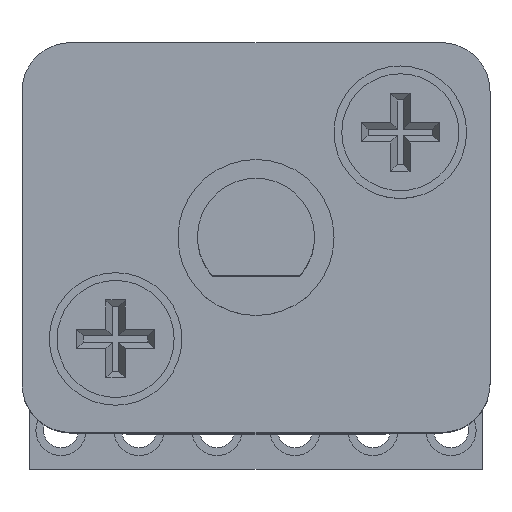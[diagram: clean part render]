
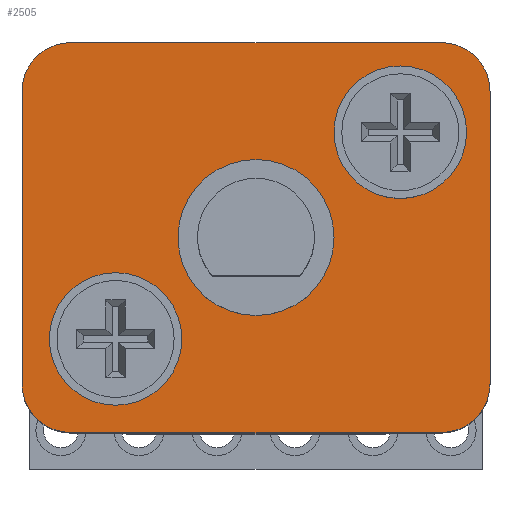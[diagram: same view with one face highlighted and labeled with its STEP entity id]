
A CAD part, top view. The second image highlights one B-rep face of the part: STEP entity #2505.
In plain terms, the highlighted face is planar.
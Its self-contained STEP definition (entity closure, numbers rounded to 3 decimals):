
#15 = CARTESIAN_POINT ( 'NONE',  ( 0., 0., 0. ) ) ;
#30 = CARTESIAN_POINT ( 'NONE',  ( 0., 0., 0. ) ) ;
#94 = EDGE_CURVE ( 'NONE', #2692, #6390, #8009, .T. ) ;
#100 = CIRCLE ( 'NONE', #3413, 2. ) ;
#163 = EDGE_CURVE ( 'NONE', #7280, #1007, #480, .T. ) ;
#179 = EDGE_CURVE ( 'NONE', #684, #4837, #7044, .T. ) ;
#262 = DIRECTION ( 'NONE',  ( -1., 0., 0. ) ) ;
#328 = EDGE_CURVE ( 'NONE', #1790, #749, #8243, .T. ) ;
#480 = LINE ( 'NONE', #3682, #2158 ) ;
#561 = EDGE_LOOP ( 'NONE', ( #1159, #1349 ) ) ;
#654 = CARTESIAN_POINT ( 'NONE',  ( -4.75, 3.75, 0. ) ) ;
#659 = CARTESIAN_POINT ( 'NONE',  ( -5.3, 2.6, 0. ) ) ;
#684 = VERTEX_POINT ( 'NONE', #8049 ) ;
#749 = VERTEX_POINT ( 'NONE', #5417 ) ;
#874 = CARTESIAN_POINT ( 'NONE',  ( 3.7, -2.7, 0. ) ) ;
#982 = DIRECTION ( 'NONE',  ( 0., 0., -1. ) ) ;
#1007 = VERTEX_POINT ( 'NONE', #1031 ) ;
#1031 = CARTESIAN_POINT ( 'NONE',  ( -6., -3.75, 0. ) ) ;
#1035 = EDGE_CURVE ( 'NONE', #5043, #6988, #7132, .T. ) ;
#1085 = DIRECTION ( 'NONE',  ( 0., 1., 0. ) ) ;
#1159 = ORIENTED_EDGE ( 'NONE', *, *, #1035, .F. ) ;
#1181 = DIRECTION ( 'NONE',  ( 0., 0., -1. ) ) ;
#1185 = ORIENTED_EDGE ( 'NONE', *, *, #2222, .F. ) ;
#1191 = DIRECTION ( 'NONE',  ( -1., 0., 0. ) ) ;
#1198 = DIRECTION ( 'NONE',  ( 0., 0., -1. ) ) ;
#1349 = ORIENTED_EDGE ( 'NONE', *, *, #4034, .F. ) ;
#1351 = CARTESIAN_POINT ( 'NONE',  ( 4.75, -5., 0. ) ) ;
#1376 = DIRECTION ( 'NONE',  ( 1., 0., 0. ) ) ;
#1431 = ORIENTED_EDGE ( 'NONE', *, *, #1865, .T. ) ;
#1443 = CARTESIAN_POINT ( 'NONE',  ( 6., 3.75, 0. ) ) ;
#1522 = EDGE_CURVE ( 'NONE', #1790, #4837, #2550, .T. ) ;
#1524 = DIRECTION ( 'NONE',  ( 0., 0., -1. ) ) ;
#1525 = CIRCLE ( 'NONE', #8181, 1.25 ) ;
#1611 = VERTEX_POINT ( 'NONE', #5521 ) ;
#1790 = VERTEX_POINT ( 'NONE', #2766 ) ;
#1800 = AXIS2_PLACEMENT_3D ( 'NONE', #5649, #982, #6903 ) ;
#1855 = PLANE ( 'NONE',  #6530 ) ;
#1865 = EDGE_CURVE ( 'NONE', #684, #3312, #8254, .T. ) ;
#1890 = DIRECTION ( 'NONE',  ( 0., 0., -1. ) ) ;
#1925 = VECTOR ( 'NONE', #262, 1000. ) ;
#1953 = FACE_BOUND ( 'NONE', #6498, .T. ) ;
#1999 = FACE_OUTER_BOUND ( 'NONE', #6433, .T. ) ;
#2085 = ORIENTED_EDGE ( 'NONE', *, *, #328, .F. ) ;
#2158 = VECTOR ( 'NONE', #3065, 1000. ) ;
#2222 = EDGE_CURVE ( 'NONE', #6299, #1611, #2474, .T. ) ;
#2294 = ORIENTED_EDGE ( 'NONE', *, *, #94, .F. ) ;
#2354 = DIRECTION ( 'NONE',  ( 1., 0., 0. ) ) ;
#2474 = CIRCLE ( 'NONE', #4707, 2. ) ;
#2480 = EDGE_CURVE ( 'NONE', #7280, #749, #1525, .T. ) ;
#2505 = ADVANCED_FACE ( 'NONE', ( #1953, #7120, #1999, #7247 ), #1855, .F. ) ;
#2511 = DIRECTION ( 'NONE',  ( -1., 0., 0. ) ) ;
#2550 = CIRCLE ( 'NONE', #7979, 1.25 ) ;
#2692 = VERTEX_POINT ( 'NONE', #7621 ) ;
#2747 = EDGE_CURVE ( 'NONE', #6390, #2692, #7211, .T. ) ;
#2766 = CARTESIAN_POINT ( 'NONE',  ( 4.75, 5., 0. ) ) ;
#2836 = AXIS2_PLACEMENT_3D ( 'NONE', #5620, #6293, #4907 ) ;
#2852 = CARTESIAN_POINT ( 'NONE',  ( -3.6, 2.6, 0. ) ) ;
#3065 = DIRECTION ( 'NONE',  ( 0., -1., 0. ) ) ;
#3072 = ORIENTED_EDGE ( 'NONE', *, *, #7647, .F. ) ;
#3244 = DIRECTION ( 'NONE',  ( 1., 0., 0. ) ) ;
#3274 = CARTESIAN_POINT ( 'NONE',  ( 4.75, 3.75, 0. ) ) ;
#3312 = VERTEX_POINT ( 'NONE', #1351 ) ;
#3332 = ORIENTED_EDGE ( 'NONE', *, *, #2747, .F. ) ;
#3413 = AXIS2_PLACEMENT_3D ( 'NONE', #30, #1198, #3832 ) ;
#3521 = CARTESIAN_POINT ( 'NONE',  ( -1.9, 2.6, 0. ) ) ;
#3682 = CARTESIAN_POINT ( 'NONE',  ( -6., 5., 0. ) ) ;
#3832 = DIRECTION ( 'NONE',  ( -1., 0., 0. ) ) ;
#3901 = VERTEX_POINT ( 'NONE', #6199 ) ;
#4013 = DIRECTION ( 'NONE',  ( 0., 0., -1. ) ) ;
#4034 = EDGE_CURVE ( 'NONE', #6988, #5043, #7106, .T. ) ;
#4074 = DIRECTION ( 'NONE',  ( 1., 0., 0. ) ) ;
#4186 = AXIS2_PLACEMENT_3D ( 'NONE', #6156, #7371, #4678 ) ;
#4325 = CIRCLE ( 'NONE', #4186, 1.25 ) ;
#4347 = ORIENTED_EDGE ( 'NONE', *, *, #4524, .T. ) ;
#4524 = EDGE_CURVE ( 'NONE', #3901, #1007, #4325, .T. ) ;
#4639 = ORIENTED_EDGE ( 'NONE', *, *, #7410, .F. ) ;
#4678 = DIRECTION ( 'NONE',  ( 1., 0., 0. ) ) ;
#4707 = AXIS2_PLACEMENT_3D ( 'NONE', #15, #1181, #2511 ) ;
#4837 = VERTEX_POINT ( 'NONE', #1443 ) ;
#4907 = DIRECTION ( 'NONE',  ( 1., 0., 0. ) ) ;
#5023 = AXIS2_PLACEMENT_3D ( 'NONE', #8400, #1890, #1191 ) ;
#5043 = VERTEX_POINT ( 'NONE', #659 ) ;
#5202 = DIRECTION ( 'NONE',  ( 0., 0., 1. ) ) ;
#5417 = CARTESIAN_POINT ( 'NONE',  ( -4.75, 5., 0. ) ) ;
#5433 = CARTESIAN_POINT ( 'NONE',  ( 5.4, -2.7, 0. ) ) ;
#5462 = VECTOR ( 'NONE', #1085, 1000. ) ;
#5521 = CARTESIAN_POINT ( 'NONE',  ( -2., 0., 0. ) ) ;
#5620 = CARTESIAN_POINT ( 'NONE',  ( 4.75, -3.75, 0. ) ) ;
#5649 = CARTESIAN_POINT ( 'NONE',  ( 3.7, -2.7, 0. ) ) ;
#5686 = LINE ( 'NONE', #8308, #5781 ) ;
#5715 = ORIENTED_EDGE ( 'NONE', *, *, #2480, .T. ) ;
#5781 = VECTOR ( 'NONE', #2354, 1000. ) ;
#5799 = AXIS2_PLACEMENT_3D ( 'NONE', #874, #6226, #5869 ) ;
#5869 = DIRECTION ( 'NONE',  ( -1., 0., 0. ) ) ;
#6156 = CARTESIAN_POINT ( 'NONE',  ( -4.75, -3.75, 0. ) ) ;
#6199 = CARTESIAN_POINT ( 'NONE',  ( -4.75, -5., 0. ) ) ;
#6226 = DIRECTION ( 'NONE',  ( 0., 0., -1. ) ) ;
#6230 = ORIENTED_EDGE ( 'NONE', *, *, #179, .F. ) ;
#6293 = DIRECTION ( 'NONE',  ( 0., 0., -1. ) ) ;
#6299 = VERTEX_POINT ( 'NONE', #8541 ) ;
#6390 = VERTEX_POINT ( 'NONE', #5433 ) ;
#6432 = DIRECTION ( 'NONE',  ( 0., 0., -1. ) ) ;
#6433 = EDGE_LOOP ( 'NONE', ( #6230, #1431, #3072, #4347, #6435, #5715, #2085, #7633 ) ) ;
#6435 = ORIENTED_EDGE ( 'NONE', *, *, #163, .F. ) ;
#6498 = EDGE_LOOP ( 'NONE', ( #2294, #3332 ) ) ;
#6530 = AXIS2_PLACEMENT_3D ( 'NONE', #8503, #5202, #4074 ) ;
#6903 = DIRECTION ( 'NONE',  ( -1., 0., 0. ) ) ;
#6947 = CARTESIAN_POINT ( 'NONE',  ( -6., 5., 0. ) ) ;
#6988 = VERTEX_POINT ( 'NONE', #3521 ) ;
#7044 = LINE ( 'NONE', #7774, #5462 ) ;
#7106 = CIRCLE ( 'NONE', #5023, 1.7 ) ;
#7120 = FACE_BOUND ( 'NONE', #561, .T. ) ;
#7132 = CIRCLE ( 'NONE', #8100, 1.7 ) ;
#7211 = CIRCLE ( 'NONE', #1800, 1.7 ) ;
#7247 = FACE_BOUND ( 'NONE', #8567, .T. ) ;
#7280 = VERTEX_POINT ( 'NONE', #7459 ) ;
#7371 = DIRECTION ( 'NONE',  ( 0., 0., -1. ) ) ;
#7410 = EDGE_CURVE ( 'NONE', #1611, #6299, #100, .T. ) ;
#7459 = CARTESIAN_POINT ( 'NONE',  ( -6., 3.75, 0. ) ) ;
#7509 = DIRECTION ( 'NONE',  ( -1., 0., 0. ) ) ;
#7621 = CARTESIAN_POINT ( 'NONE',  ( 2., -2.7, 0. ) ) ;
#7633 = ORIENTED_EDGE ( 'NONE', *, *, #1522, .T. ) ;
#7647 = EDGE_CURVE ( 'NONE', #3901, #3312, #5686, .T. ) ;
#7774 = CARTESIAN_POINT ( 'NONE',  ( 6., 5., 0. ) ) ;
#7979 = AXIS2_PLACEMENT_3D ( 'NONE', #3274, #4013, #1376 ) ;
#8009 = CIRCLE ( 'NONE', #5799, 1.7 ) ;
#8049 = CARTESIAN_POINT ( 'NONE',  ( 6., -3.75, 0. ) ) ;
#8100 = AXIS2_PLACEMENT_3D ( 'NONE', #2852, #1524, #7509 ) ;
#8181 = AXIS2_PLACEMENT_3D ( 'NONE', #654, #6432, #3244 ) ;
#8243 = LINE ( 'NONE', #6947, #1925 ) ;
#8254 = CIRCLE ( 'NONE', #2836, 1.25 ) ;
#8308 = CARTESIAN_POINT ( 'NONE',  ( -6., -5., 0. ) ) ;
#8400 = CARTESIAN_POINT ( 'NONE',  ( -3.6, 2.6, 0. ) ) ;
#8503 = CARTESIAN_POINT ( 'NONE',  ( 0., 0., 0. ) ) ;
#8541 = CARTESIAN_POINT ( 'NONE',  ( 2., 0., 0. ) ) ;
#8567 = EDGE_LOOP ( 'NONE', ( #1185, #4639 ) ) ;
